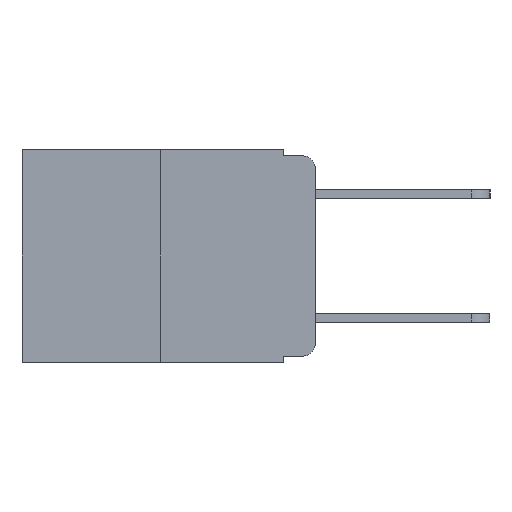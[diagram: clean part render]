
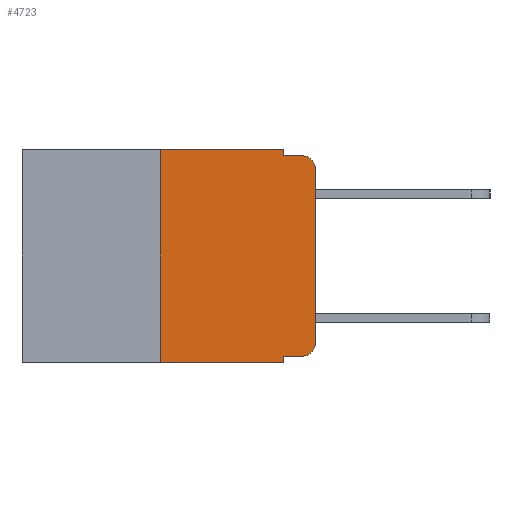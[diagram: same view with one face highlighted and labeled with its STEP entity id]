
A CAD part, left-side view. The second image highlights one B-rep face of the part: STEP entity #4723.
In plain terms, the highlighted planar face has unit normal (-1, 0, 0).
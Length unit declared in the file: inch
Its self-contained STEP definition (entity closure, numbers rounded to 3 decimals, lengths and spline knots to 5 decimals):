
#79 = CARTESIAN_POINT ( 'NONE',  ( 0., 0.25, -0.343 ) ) ;
#89 = VECTOR ( 'NONE', #16629, 39.37008 ) ;
#335 = CARTESIAN_POINT ( 'NONE',  ( 0., 0.02, -0.333 ) ) ;
#544 = CARTESIAN_POINT ( 'NONE',  ( 0., 0.473, -0.343 ) ) ;
#731 = EDGE_CURVE ( 'NONE', #13032, #9087, #19972, .T. ) ;
#1038 = EDGE_CURVE ( 'NONE', #9913, #15961, #5323, .T. ) ;
#1040 = EDGE_CURVE ( 'NONE', #15961, #8761, #1374, .T. ) ;
#1044 = EDGE_CURVE ( 'NONE', #2460, #8761, #9945, .T. ) ;
#1075 = EDGE_CURVE ( 'NONE', #6732, #2460, #19980, .T. ) ;
#1190 = EDGE_CURVE ( 'NONE', #13032, #8870, #21112, .T. ) ;
#1325 = EDGE_CURVE ( 'NONE', #12934, #9087, #7061, .T. ) ;
#1330 = EDGE_CURVE ( 'NONE', #12934, #8292, #6468, .T. ) ;
#1333 = EDGE_CURVE ( 'NONE', #8292, #9913, #17903, .T. ) ;
#1374 = CIRCLE ( 'NONE', #15096, 0.02 ) ;
#1387 = ORIENTED_EDGE ( 'NONE', *, *, #1330, .T. ) ;
#2460 = VERTEX_POINT ( 'NONE', #19362 ) ;
#2664 = CARTESIAN_POINT ( 'NONE',  ( 0., 0.473, 0. ) ) ;
#2928 = ORIENTED_EDGE ( 'NONE', *, *, #19515, .F. ) ;
#2953 = CARTESIAN_POINT ( 'NONE',  ( 0., 0., -0.313 ) ) ;
#3503 = VECTOR ( 'NONE', #5966, 39.37008 ) ;
#4524 = PLANE ( 'NONE',  #10774 ) ;
#4723 = ADVANCED_FACE ( 'NONE', ( #5887 ), #4524, .F. ) ;
#4735 = VECTOR ( 'NONE', #9086, 39.37008 ) ;
#4747 = ORIENTED_EDGE ( 'NONE', *, *, #1325, .F. ) ;
#4788 = CARTESIAN_POINT ( 'NONE',  ( 0., 0.25, 0. ) ) ;
#4965 = CARTESIAN_POINT ( 'NONE',  ( 0., 0.02, -0.01 ) ) ;
#5252 = CARTESIAN_POINT ( 'NONE',  ( 0., 0.25, 0. ) ) ;
#5323 = LINE ( 'NONE', #17438, #89 ) ;
#5612 = ORIENTED_EDGE ( 'NONE', *, *, #1040, .T. ) ;
#5887 = FACE_OUTER_BOUND ( 'NONE', #6675, .T. ) ;
#5966 = DIRECTION ( 'NONE',  ( 0., -1., 0. ) ) ;
#6348 = CARTESIAN_POINT ( 'NONE',  ( 0., 0.051, -0.333 ) ) ;
#6430 = CARTESIAN_POINT ( 'NONE',  ( 0., 0.473, 0. ) ) ;
#6468 = LINE ( 'NONE', #6348, #13973 ) ;
#6675 = EDGE_LOOP ( 'NONE', ( #12806, #5612, #6782, #19075, #2928, #7373, #15658, #4747, #1387, #21154 ) ) ;
#6732 = VERTEX_POINT ( 'NONE', #7260 ) ;
#6761 = CARTESIAN_POINT ( 'NONE',  ( 0., 0.051, 0. ) ) ;
#6782 = ORIENTED_EDGE ( 'NONE', *, *, #1044, .F. ) ;
#7039 = DIRECTION ( 'NONE',  ( 0., 0., -1. ) ) ;
#7061 = LINE ( 'NONE', #13019, #10391 ) ;
#7095 = DIRECTION ( 'NONE',  ( -1., 0., 0. ) ) ;
#7260 = CARTESIAN_POINT ( 'NONE',  ( 0., 0.051, 0. ) ) ;
#7373 = ORIENTED_EDGE ( 'NONE', *, *, #1190, .F. ) ;
#7540 = CARTESIAN_POINT ( 'NONE',  ( 0., 0.051, -0.343 ) ) ;
#8235 = DIRECTION ( 'NONE',  ( 1., 0., 0. ) ) ;
#8292 = VERTEX_POINT ( 'NONE', #335 ) ;
#8602 = DIRECTION ( 'NONE',  ( 0., 0., 1. ) ) ;
#8761 = VERTEX_POINT ( 'NONE', #4965 ) ;
#8870 = VERTEX_POINT ( 'NONE', #5252 ) ;
#8958 = CARTESIAN_POINT ( 'NONE',  ( 0., 0.02, -0.313 ) ) ;
#9058 = CARTESIAN_POINT ( 'NONE',  ( 0., 0.02, -0.03 ) ) ;
#9086 = DIRECTION ( 'NONE',  ( 0., -1., 0. ) ) ;
#9087 = VERTEX_POINT ( 'NONE', #7540 ) ;
#9913 = VERTEX_POINT ( 'NONE', #2953 ) ;
#9945 = LINE ( 'NONE', #20535, #4735 ) ;
#10391 = VECTOR ( 'NONE', #12157, 39.37008 ) ;
#10656 = CARTESIAN_POINT ( 'NONE',  ( 0., 0., -0.03 ) ) ;
#10774 = AXIS2_PLACEMENT_3D ( 'NONE', #6430, #8235, #18831 ) ;
#10854 = CARTESIAN_POINT ( 'NONE',  ( 0., 0.051, -0.333 ) ) ;
#11357 = DIRECTION ( 'NONE',  ( 0., -1., 0. ) ) ;
#11723 = DIRECTION ( 'NONE',  ( -1., 0., 0. ) ) ;
#12157 = DIRECTION ( 'NONE',  ( 0., 0., -1. ) ) ;
#12806 = ORIENTED_EDGE ( 'NONE', *, *, #1038, .T. ) ;
#12934 = VERTEX_POINT ( 'NONE', #10854 ) ;
#13019 = CARTESIAN_POINT ( 'NONE',  ( 0., 0.051, 0. ) ) ;
#13032 = VERTEX_POINT ( 'NONE', #79 ) ;
#13047 = VECTOR ( 'NONE', #14128, 39.37008 ) ;
#13973 = VECTOR ( 'NONE', #11357, 39.37008 ) ;
#14128 = DIRECTION ( 'NONE',  ( 0., 0., -1. ) ) ;
#15096 = AXIS2_PLACEMENT_3D ( 'NONE', #9058, #7095, #7039 ) ;
#15658 = ORIENTED_EDGE ( 'NONE', *, *, #731, .T. ) ;
#15961 = VERTEX_POINT ( 'NONE', #10656 ) ;
#16629 = DIRECTION ( 'NONE',  ( 0., 0., 1. ) ) ;
#17030 = DIRECTION ( 'NONE',  ( 0., 0., -1. ) ) ;
#17232 = VECTOR ( 'NONE', #8602, 39.37008 ) ;
#17410 = DIRECTION ( 'NONE',  ( 0., -1., 0. ) ) ;
#17438 = CARTESIAN_POINT ( 'NONE',  ( 0., 0., 0. ) ) ;
#17903 = CIRCLE ( 'NONE', #21185, 0.02 ) ;
#18831 = DIRECTION ( 'NONE',  ( 0., 0., -1. ) ) ;
#19075 = ORIENTED_EDGE ( 'NONE', *, *, #1075, .F. ) ;
#19362 = CARTESIAN_POINT ( 'NONE',  ( 0., 0.051, -0.01 ) ) ;
#19515 = EDGE_CURVE ( 'NONE', #8870, #6732, #20526, .T. ) ;
#19972 = LINE ( 'NONE', #544, #3503 ) ;
#19980 = LINE ( 'NONE', #6761, #13047 ) ;
#20073 = VECTOR ( 'NONE', #17410, 39.37008 ) ;
#20526 = LINE ( 'NONE', #2664, #20073 ) ;
#20535 = CARTESIAN_POINT ( 'NONE',  ( 0., 0.051, -0.01 ) ) ;
#21112 = LINE ( 'NONE', #4788, #17232 ) ;
#21154 = ORIENTED_EDGE ( 'NONE', *, *, #1333, .T. ) ;
#21185 = AXIS2_PLACEMENT_3D ( 'NONE', #8958, #11723, #17030 ) ;
